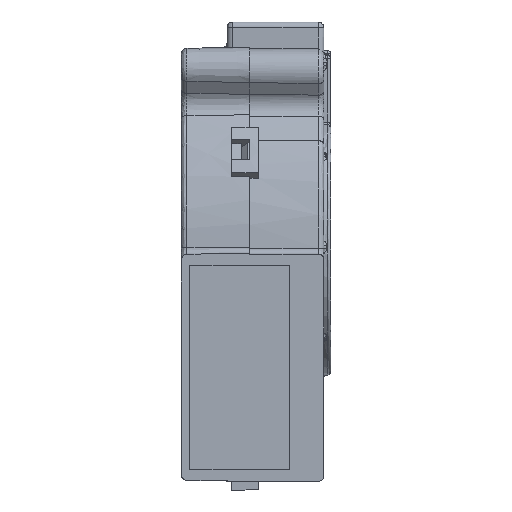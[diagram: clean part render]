
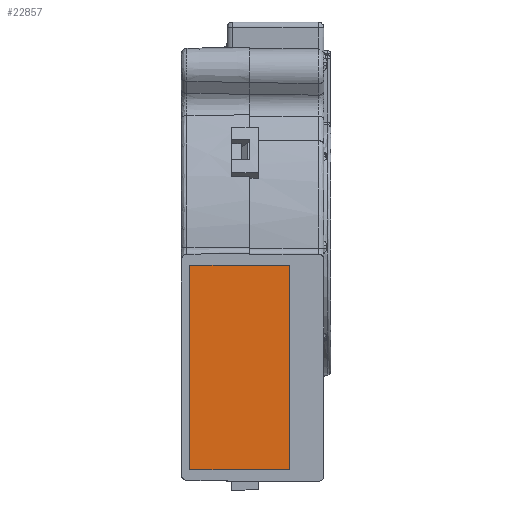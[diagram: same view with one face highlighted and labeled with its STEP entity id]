
A CAD part, left-side view. The second image highlights one B-rep face of the part: STEP entity #22857.
In plain terms, the highlighted planar face has unit normal (-1, 0, 0).
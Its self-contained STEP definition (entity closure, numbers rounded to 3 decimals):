
#741 = VECTOR ( 'NONE', #10839, 1000. ) ;
#2463 = ORIENTED_EDGE ( 'NONE', *, *, #19088, .T. ) ;
#2821 = CARTESIAN_POINT ( 'NONE',  ( 38.596, -19., -96.7 ) ) ;
#3691 = LINE ( 'NONE', #7916, #17097 ) ;
#5406 = DIRECTION ( 'NONE',  ( 0., 0., 1. ) ) ;
#6796 = VECTOR ( 'NONE', #5406, 1000. ) ;
#7361 = EDGE_CURVE ( 'NONE', #9349, #14425, #15237, .T. ) ;
#7916 = CARTESIAN_POINT ( 'NONE',  ( 38.596, -10.23, -114.65 ) ) ;
#9345 = PLANE ( 'NONE',  #14665 ) ;
#9349 = VERTEX_POINT ( 'NONE', #20310 ) ;
#9538 = ORIENTED_EDGE ( 'NONE', *, *, #30464, .T. ) ;
#9578 = LINE ( 'NONE', #10942, #741 ) ;
#10390 = DIRECTION ( 'NONE',  ( 0., -1., 0. ) ) ;
#10839 = DIRECTION ( 'NONE',  ( 0., 1., 0. ) ) ;
#10942 = CARTESIAN_POINT ( 'NONE',  ( 38.596, -10.23, -78.75 ) ) ;
#13578 = EDGE_CURVE ( 'NONE', #14425, #14998, #9578, .T. ) ;
#14425 = VERTEX_POINT ( 'NONE', #30454 ) ;
#14665 = AXIS2_PLACEMENT_3D ( 'NONE', #29089, #28876, #26861 ) ;
#14998 = VERTEX_POINT ( 'NONE', #18954 ) ;
#15056 = VECTOR ( 'NONE', #16499, 1000. ) ;
#15237 = LINE ( 'NONE', #2821, #6796 ) ;
#16429 = EDGE_LOOP ( 'NONE', ( #9538, #2463, #20460, #24495 ) ) ;
#16499 = DIRECTION ( 'NONE',  ( 0., 0., -1. ) ) ;
#17097 = VECTOR ( 'NONE', #10390, 1000. ) ;
#18954 = CARTESIAN_POINT ( 'NONE',  ( 38.596, -1.46, -78.75 ) ) ;
#19088 = EDGE_CURVE ( 'NONE', #27080, #9349, #3691, .T. ) ;
#20310 = CARTESIAN_POINT ( 'NONE',  ( 38.596, -19., -114.65 ) ) ;
#20460 = ORIENTED_EDGE ( 'NONE', *, *, #7361, .T. ) ;
#22857 = ADVANCED_FACE ( 'NONE', ( #25764 ), #9345, .T. ) ;
#24495 = ORIENTED_EDGE ( 'NONE', *, *, #13578, .T. ) ;
#25718 = LINE ( 'NONE', #28449, #15056 ) ;
#25764 = FACE_OUTER_BOUND ( 'NONE', #16429, .T. ) ;
#26822 = CARTESIAN_POINT ( 'NONE',  ( 38.596, -1.46, -114.65 ) ) ;
#26861 = DIRECTION ( 'NONE',  ( 0., -1., 0. ) ) ;
#27080 = VERTEX_POINT ( 'NONE', #26822 ) ;
#28449 = CARTESIAN_POINT ( 'NONE',  ( 38.596, -1.46, -96.7 ) ) ;
#28876 = DIRECTION ( 'NONE',  ( -1., 0., 0. ) ) ;
#29089 = CARTESIAN_POINT ( 'NONE',  ( 38.596, -1.109, -115.368 ) ) ;
#30454 = CARTESIAN_POINT ( 'NONE',  ( 38.596, -19., -78.75 ) ) ;
#30464 = EDGE_CURVE ( 'NONE', #14998, #27080, #25718, .T. ) ;
